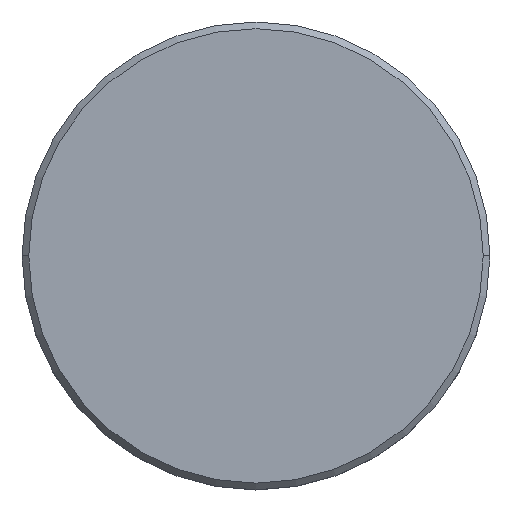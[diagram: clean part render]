
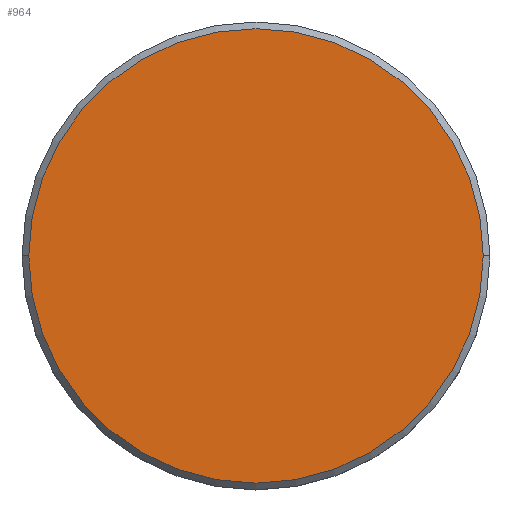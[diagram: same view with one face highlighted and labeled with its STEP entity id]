
A CAD part, top view. The second image highlights one B-rep face of the part: STEP entity #964.
In plain terms, the highlighted planar face has unit normal (0, 0, 1).
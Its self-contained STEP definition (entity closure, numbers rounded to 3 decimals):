
#16 = CARTESIAN_POINT ( 'NONE',  ( 0., 0., 0. ) ) ;
#59 = DIRECTION ( 'NONE',  ( 0., 0., 1. ) ) ;
#61 = ORIENTED_EDGE ( 'NONE', *, *, #567, .T. ) ;
#148 = AXIS2_PLACEMENT_3D ( 'NONE', #346, #59, #423 ) ;
#199 = CARTESIAN_POINT ( 'NONE',  ( -17., 0., 0. ) ) ;
#264 = CIRCLE ( 'NONE', #148, 17. ) ;
#299 = CIRCLE ( 'NONE', #394, 17. ) ;
#346 = CARTESIAN_POINT ( 'NONE',  ( 0., 0., 0. ) ) ;
#350 = FACE_OUTER_BOUND ( 'NONE', #780, .T. ) ;
#394 = AXIS2_PLACEMENT_3D ( 'NONE', #760, #1122, #752 ) ;
#423 = DIRECTION ( 'NONE',  ( 1., 0., 0. ) ) ;
#444 = VERTEX_POINT ( 'NONE', #734 ) ;
#468 = PLANE ( 'NONE',  #921 ) ;
#567 = EDGE_CURVE ( 'NONE', #444, #1000, #299, .T. ) ;
#655 = DIRECTION ( 'NONE',  ( 1., 0., 0. ) ) ;
#734 = CARTESIAN_POINT ( 'NONE',  ( 17., 0., 0. ) ) ;
#752 = DIRECTION ( 'NONE',  ( 1., 0., 0. ) ) ;
#760 = CARTESIAN_POINT ( 'NONE',  ( 0., 0., 0. ) ) ;
#780 = EDGE_LOOP ( 'NONE', ( #1021, #61 ) ) ;
#843 = DIRECTION ( 'NONE',  ( 0., 0., 1. ) ) ;
#919 = EDGE_CURVE ( 'NONE', #1000, #444, #264, .T. ) ;
#921 = AXIS2_PLACEMENT_3D ( 'NONE', #16, #843, #655 ) ;
#964 = ADVANCED_FACE ( 'NONE', ( #350 ), #468, .T. ) ;
#1000 = VERTEX_POINT ( 'NONE', #199 ) ;
#1021 = ORIENTED_EDGE ( 'NONE', *, *, #919, .T. ) ;
#1122 = DIRECTION ( 'NONE',  ( 0., 0., 1. ) ) ;
